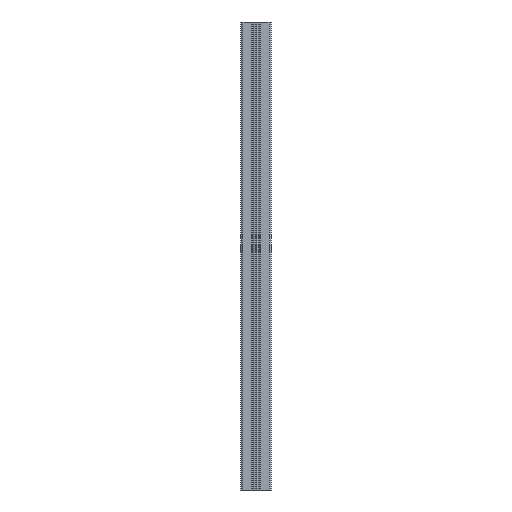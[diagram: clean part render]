
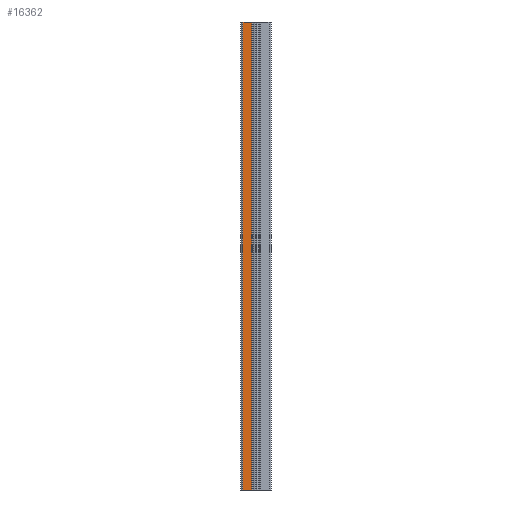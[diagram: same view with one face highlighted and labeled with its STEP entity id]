
A CAD part, left-side view. The second image highlights one B-rep face of the part: STEP entity #16362.
In plain terms, the highlighted planar face has unit normal (-1, 0, 0).
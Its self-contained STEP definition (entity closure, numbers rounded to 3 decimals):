
#32 = PLANE('',#33);
#33 = AXIS2_PLACEMENT_3D('',#34,#35,#36);
#34 = CARTESIAN_POINT('',(268.,-42.5,-130.5));
#35 = DIRECTION('',(0.,0.,-1.));
#36 = DIRECTION('',(0.,1.,0.));
#3698 = VERTEX_POINT('',#3699);
#3699 = CARTESIAN_POINT('',(245.5,-36.124,-130.5));
#3714 = CYLINDRICAL_SURFACE('',#3715,0.5);
#3715 = AXIS2_PLACEMENT_3D('',#3716,#3717,#3718);
#3716 = CARTESIAN_POINT('',(246.,-36.124,-130.5));
#3717 = DIRECTION('',(0.,0.,-1.));
#3718 = DIRECTION('',(0.,1.,0.));
#3726 = EDGE_CURVE('',#3698,#3727,#3729,.T.);
#3727 = VERTEX_POINT('',#3728);
#3728 = CARTESIAN_POINT('',(245.5,-23.,-130.5));
#3729 = SURFACE_CURVE('',#3730,(#3734,#3741),.PCURVE_S1.);
#3730 = LINE('',#3731,#3732);
#3731 = CARTESIAN_POINT('',(245.5,-36.124,-130.5));
#3732 = VECTOR('',#3733,1.);
#3733 = DIRECTION('',(0.,1.,0.));
#3734 = PCURVE('',#32,#3735);
#3735 = DEFINITIONAL_REPRESENTATION('',(#3736),#3740);
#3736 = LINE('',#3737,#3738);
#3737 = CARTESIAN_POINT('',(6.376,-22.5));
#3738 = VECTOR('',#3739,1.);
#3739 = DIRECTION('',(1.,0.));
#3740 = ( GEOMETRIC_REPRESENTATION_CONTEXT(2) 
PARAMETRIC_REPRESENTATION_CONTEXT() REPRESENTATION_CONTEXT('2D SPACE',''
  ) );
#3741 = PCURVE('',#3742,#3747);
#3742 = PLANE('',#3743);
#3743 = AXIS2_PLACEMENT_3D('',#3744,#3745,#3746);
#3744 = CARTESIAN_POINT('',(245.5,-36.124,-130.5));
#3745 = DIRECTION('',(-1.,0.,0.));
#3746 = DIRECTION('',(0.,1.,0.));
#3747 = DEFINITIONAL_REPRESENTATION('',(#3748),#3752);
#3748 = LINE('',#3749,#3750);
#3749 = CARTESIAN_POINT('',(0.,0.));
#3750 = VECTOR('',#3751,1.);
#3751 = DIRECTION('',(1.,0.));
#3752 = ( GEOMETRIC_REPRESENTATION_CONTEXT(2) 
PARAMETRIC_REPRESENTATION_CONTEXT() REPRESENTATION_CONTEXT('2D SPACE',''
  ) );
#3771 = CYLINDRICAL_SURFACE('',#3772,3.);
#3772 = AXIS2_PLACEMENT_3D('',#3773,#3774,#3775);
#3773 = CARTESIAN_POINT('',(248.5,-23.,-130.5));
#3774 = DIRECTION('',(0.,0.,-1.));
#3775 = DIRECTION('',(0.,1.,0.));
#7271 = PLANE('',#7272);
#7272 = AXIS2_PLACEMENT_3D('',#7273,#7274,#7275);
#7273 = CARTESIAN_POINT('',(268.,-42.5,-830.5));
#7274 = DIRECTION('',(0.,0.,-1.));
#7275 = DIRECTION('',(0.,1.,0.));
#8288 = VERTEX_POINT('',#8289);
#8289 = CARTESIAN_POINT('',(245.5,-23.,-830.5));
#8311 = EDGE_CURVE('',#8312,#8288,#8314,.T.);
#8312 = VERTEX_POINT('',#8313);
#8313 = CARTESIAN_POINT('',(245.5,-36.124,-830.5));
#8314 = SURFACE_CURVE('',#8315,(#8319,#8326),.PCURVE_S1.);
#8315 = LINE('',#8316,#8317);
#8316 = CARTESIAN_POINT('',(245.5,-36.124,-830.5));
#8317 = VECTOR('',#8318,1.);
#8318 = DIRECTION('',(0.,1.,0.));
#8319 = PCURVE('',#7271,#8320);
#8320 = DEFINITIONAL_REPRESENTATION('',(#8321),#8325);
#8321 = LINE('',#8322,#8323);
#8322 = CARTESIAN_POINT('',(6.376,-22.5));
#8323 = VECTOR('',#8324,1.);
#8324 = DIRECTION('',(1.,0.));
#8325 = ( GEOMETRIC_REPRESENTATION_CONTEXT(2) 
PARAMETRIC_REPRESENTATION_CONTEXT() REPRESENTATION_CONTEXT('2D SPACE',''
  ) );
#8326 = PCURVE('',#3742,#8327);
#8327 = DEFINITIONAL_REPRESENTATION('',(#8328),#8332);
#8328 = LINE('',#8329,#8330);
#8329 = CARTESIAN_POINT('',(0.,700.));
#8330 = VECTOR('',#8331,1.);
#8331 = DIRECTION('',(1.,0.));
#8332 = ( GEOMETRIC_REPRESENTATION_CONTEXT(2) 
PARAMETRIC_REPRESENTATION_CONTEXT() REPRESENTATION_CONTEXT('2D SPACE',''
  ) );
#16341 = EDGE_CURVE('',#3727,#8288,#16342,.T.);
#16342 = SURFACE_CURVE('',#16343,(#16347,#16354),.PCURVE_S1.);
#16343 = LINE('',#16344,#16345);
#16344 = CARTESIAN_POINT('',(245.5,-23.,-130.5));
#16345 = VECTOR('',#16346,1.);
#16346 = DIRECTION('',(0.,0.,-1.));
#16347 = PCURVE('',#3771,#16348);
#16348 = DEFINITIONAL_REPRESENTATION('',(#16349),#16353);
#16349 = LINE('',#16350,#16351);
#16350 = CARTESIAN_POINT('',(4.712,0.));
#16351 = VECTOR('',#16352,1.);
#16352 = DIRECTION('',(0.,1.));
#16353 = ( GEOMETRIC_REPRESENTATION_CONTEXT(2) 
PARAMETRIC_REPRESENTATION_CONTEXT() REPRESENTATION_CONTEXT('2D SPACE',''
  ) );
#16354 = PCURVE('',#3742,#16355);
#16355 = DEFINITIONAL_REPRESENTATION('',(#16356),#16360);
#16356 = LINE('',#16357,#16358);
#16357 = CARTESIAN_POINT('',(13.124,0.));
#16358 = VECTOR('',#16359,1.);
#16359 = DIRECTION('',(0.,1.));
#16360 = ( GEOMETRIC_REPRESENTATION_CONTEXT(2) 
PARAMETRIC_REPRESENTATION_CONTEXT() REPRESENTATION_CONTEXT('2D SPACE',''
  ) );
#16362 = ADVANCED_FACE('',(#16363),#3742,.T.);
#16363 = FACE_BOUND('',#16364,.F.);
#16364 = EDGE_LOOP('',(#16365,#16366,#16387,#16388));
#16365 = ORIENTED_EDGE('',*,*,#3726,.F.);
#16366 = ORIENTED_EDGE('',*,*,#16367,.T.);
#16367 = EDGE_CURVE('',#3698,#8312,#16368,.T.);
#16368 = SURFACE_CURVE('',#16369,(#16373,#16380),.PCURVE_S1.);
#16369 = LINE('',#16370,#16371);
#16370 = CARTESIAN_POINT('',(245.5,-36.124,-130.5));
#16371 = VECTOR('',#16372,1.);
#16372 = DIRECTION('',(0.,0.,-1.));
#16373 = PCURVE('',#3742,#16374);
#16374 = DEFINITIONAL_REPRESENTATION('',(#16375),#16379);
#16375 = LINE('',#16376,#16377);
#16376 = CARTESIAN_POINT('',(0.,0.));
#16377 = VECTOR('',#16378,1.);
#16378 = DIRECTION('',(0.,1.));
#16379 = ( GEOMETRIC_REPRESENTATION_CONTEXT(2) 
PARAMETRIC_REPRESENTATION_CONTEXT() REPRESENTATION_CONTEXT('2D SPACE',''
  ) );
#16380 = PCURVE('',#3714,#16381);
#16381 = DEFINITIONAL_REPRESENTATION('',(#16382),#16386);
#16382 = LINE('',#16383,#16384);
#16383 = CARTESIAN_POINT('',(4.712,0.));
#16384 = VECTOR('',#16385,1.);
#16385 = DIRECTION('',(0.,1.));
#16386 = ( GEOMETRIC_REPRESENTATION_CONTEXT(2) 
PARAMETRIC_REPRESENTATION_CONTEXT() REPRESENTATION_CONTEXT('2D SPACE',''
  ) );
#16387 = ORIENTED_EDGE('',*,*,#8311,.T.);
#16388 = ORIENTED_EDGE('',*,*,#16341,.F.);
